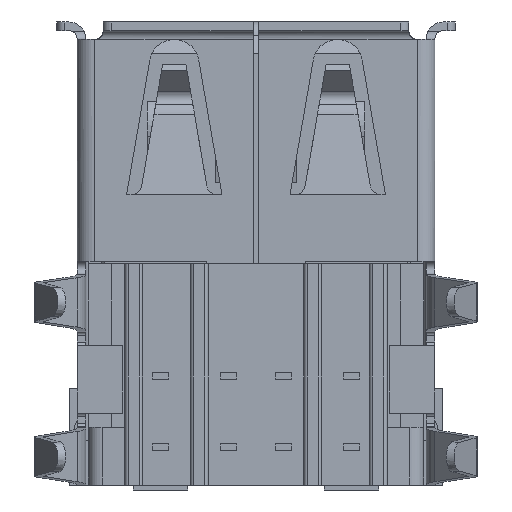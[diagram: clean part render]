
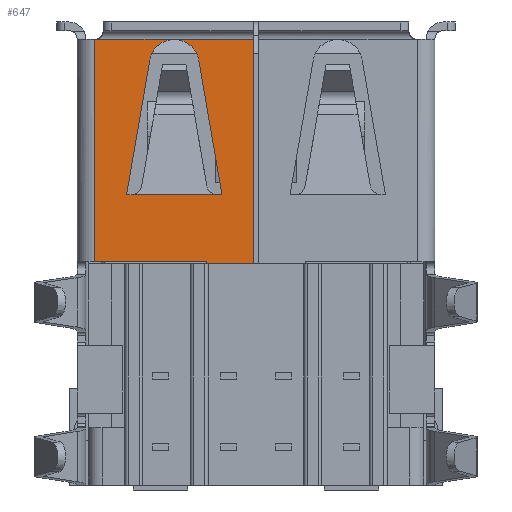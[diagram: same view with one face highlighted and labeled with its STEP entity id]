
A CAD part, front view. The second image highlights one B-rep face of the part: STEP entity #647.
In plain terms, the highlighted planar face has unit normal (0, -1, 0).
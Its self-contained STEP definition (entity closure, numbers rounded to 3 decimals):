
#647=ADVANCED_FACE('',(#2179,#2180),#2181,.T.);
#2179=FACE_OUTER_BOUND('',#4773,.T.);
#2180=FACE_BOUND('',#4774,.T.);
#2181=PLANE('',#4775);
#4773=EDGE_LOOP('',(#10804,#10805,#10806,#10807,#10808,#10809,#10810,#10811));
#4774=EDGE_LOOP('',(#10812,#10813,#10814,#10815,#10816,#10817));
#4775=AXIS2_PLACEMENT_3D('',#10818,#10819,#10820);
#10804=ORIENTED_EDGE('',*,*,#14819,.T.);
#10805=ORIENTED_EDGE('',*,*,#14478,.F.);
#10806=ORIENTED_EDGE('',*,*,#14820,.T.);
#10807=ORIENTED_EDGE('',*,*,#13509,.F.);
#10808=ORIENTED_EDGE('',*,*,#14821,.F.);
#10809=ORIENTED_EDGE('',*,*,#14818,.F.);
#10810=ORIENTED_EDGE('',*,*,#14822,.T.);
#10811=ORIENTED_EDGE('',*,*,#14464,.T.);
#10812=ORIENTED_EDGE('',*,*,#14823,.F.);
#10813=ORIENTED_EDGE('',*,*,#14824,.T.);
#10814=ORIENTED_EDGE('',*,*,#14825,.F.);
#10815=ORIENTED_EDGE('',*,*,#14826,.F.);
#10816=ORIENTED_EDGE('',*,*,#14827,.F.);
#10817=ORIENTED_EDGE('',*,*,#14828,.T.);
#10818=CARTESIAN_POINT('',(5.93,0.772,0.0));
#10819=DIRECTION('',(0.0,-1.0,0.0));
#10820=DIRECTION('',(0.0,0.0,-1.0));
#13509=EDGE_CURVE('',#16504,#16506,#16507,.T.);
#14464=EDGE_CURVE('',#18091,#18089,#18092,.T.);
#14478=EDGE_CURVE('',#18113,#18115,#18116,.T.);
#14818=EDGE_CURVE('',#18641,#18637,#18643,.T.);
#14819=EDGE_CURVE('',#18089,#18115,#18644,.T.);
#14820=EDGE_CURVE('',#18113,#16506,#18645,.T.);
#14821=EDGE_CURVE('',#18637,#16504,#18646,.T.);
#14822=EDGE_CURVE('',#18641,#18091,#18647,.T.);
#14823=EDGE_CURVE('',#18648,#18649,#18650,.T.);
#14824=EDGE_CURVE('',#18648,#18651,#18652,.T.);
#14825=EDGE_CURVE('',#18653,#18651,#18654,.T.);
#14826=EDGE_CURVE('',#18655,#18653,#18656,.T.);
#14827=EDGE_CURVE('',#18657,#18655,#18658,.T.);
#14828=EDGE_CURVE('',#18657,#18649,#18659,.T.);
#16504=VERTEX_POINT('',#21395);
#16506=VERTEX_POINT('',#21398);
#16507=LINE('',#21399,#21400);
#18089=VERTEX_POINT('',#24740);
#18091=VERTEX_POINT('',#24742);
#18092=LINE('',#24743,#24744);
#18113=VERTEX_POINT('',#24773);
#18115=VERTEX_POINT('',#24776);
#18116=LINE('',#24777,#24778);
#18637=VERTEX_POINT('',#25998);
#18641=VERTEX_POINT('',#26002);
#18643=LINE('',#26024,#26025);
#18644=LINE('',#26026,#26027);
#18645=LINE('',#26028,#26029);
#18646=LINE('',#26030,#26031);
#18647=CIRCLE('',#26032,0.3);
#18648=VERTEX_POINT('',#26033);
#18649=VERTEX_POINT('',#26034);
#18650=CIRCLE('',#26035,0.913);
#18651=VERTEX_POINT('',#26036);
#18652=LINE('',#26037,#26038);
#18653=VERTEX_POINT('',#26039);
#18654=LINE('',#26040,#26041);
#18655=VERTEX_POINT('',#26042);
#18656=LINE('',#26043,#26044);
#18657=VERTEX_POINT('',#26045);
#18658=LINE('',#26046,#26047);
#18659=LINE('',#26048,#26049);
#21395=CARTESIAN_POINT('',(-0.1,0.772,-8.88));
#21398=CARTESIAN_POINT('',(-1.8,0.772,-8.88));
#21399=CARTESIAN_POINT('',(-0.1,0.772,-8.88));
#21400=VECTOR('',#28183,1.7);
#24740=CARTESIAN_POINT('',(-5.93,0.772,-0.636));
#24742=CARTESIAN_POINT('',(-5.91,0.772,-0.636));
#24743=CARTESIAN_POINT('',(-5.91,0.772,-0.636));
#24744=VECTOR('',#29239,0.02);
#24773=CARTESIAN_POINT('',(-1.8,0.772,-8.79));
#24776=CARTESIAN_POINT('',(-5.93,0.772,-8.79));
#24777=CARTESIAN_POINT('',(-1.8,0.772,-8.79));
#24778=VECTOR('',#29261,4.13);
#25998=CARTESIAN_POINT('',(-0.1,0.772,-0.628));
#26002=CARTESIAN_POINT('',(-5.841,0.772,-0.628));
#26024=CARTESIAN_POINT('',(-5.841,0.772,-0.628));
#26025=VECTOR('',#29626,5.741);
#26026=CARTESIAN_POINT('',(-5.93,0.772,-0.636));
#26027=VECTOR('',#29627,8.154);
#26028=CARTESIAN_POINT('',(-1.8,0.772,-8.79));
#26029=VECTOR('',#29628,0.09);
#26030=CARTESIAN_POINT('',(-0.1,0.772,-0.628));
#26031=VECTOR('',#29629,8.252);
#26032=AXIS2_PLACEMENT_3D('',#29630,#29631,#29632);
#26033=CARTESIAN_POINT('',(-2.1,0.772,-1.398));
#26034=CARTESIAN_POINT('',(-3.9,0.772,-1.398));
#26035=AXIS2_PLACEMENT_3D('',#29633,#29634,#29635);
#26036=CARTESIAN_POINT('',(-1.25,0.772,-6.34));
#26037=CARTESIAN_POINT('',(-2.1,0.772,-1.398));
#26038=VECTOR('',#29636,5.014);
#26039=CARTESIAN_POINT('',(-1.413,0.772,-6.34));
#26040=CARTESIAN_POINT('',(-1.413,0.772,-6.34));
#26041=VECTOR('',#29637,0.163);
#26042=CARTESIAN_POINT('',(-4.587,0.772,-6.34));
#26043=CARTESIAN_POINT('',(-4.587,0.772,-6.34));
#26044=VECTOR('',#29638,3.174);
#26045=CARTESIAN_POINT('',(-4.75,0.772,-6.34));
#26046=CARTESIAN_POINT('',(-4.75,0.772,-6.34));
#26047=VECTOR('',#29639,0.163);
#26048=CARTESIAN_POINT('',(-4.75,0.772,-6.34));
#26049=VECTOR('',#29640,5.014);
#28183=DIRECTION('',(-1.0,0.0,0.0));
#29239=DIRECTION('',(-1.0,0.,0.0));
#29261=DIRECTION('',(-1.0,0.0,0.0));
#29626=DIRECTION('',(1.0,0.0,0.0));
#29627=DIRECTION('',(0.0,0.0,-1.0));
#29628=DIRECTION('',(0.0,0.0,-1.0));
#29629=DIRECTION('',(0.0,0.0,-1.0));
#29630=CARTESIAN_POINT('',(-5.91,0.772,-0.336));
#29631=DIRECTION('',(0.0,1.0,0.0));
#29632=DIRECTION('',(0.229,0.0,-0.973));
#29633=CARTESIAN_POINT('',(-3.0,0.772,-1.553));
#29634=DIRECTION('',(0.0,-1.0,0.0));
#29635=DIRECTION('',(0.986,0.0,0.17));
#29636=DIRECTION('',(0.17,0.0,-0.986));
#29637=DIRECTION('',(1.0,0.0,0.));
#29638=DIRECTION('',(1.0,0.0,0.0));
#29639=DIRECTION('',(1.0,0.0,0.0));
#29640=DIRECTION('',(0.17,0.0,0.986));
